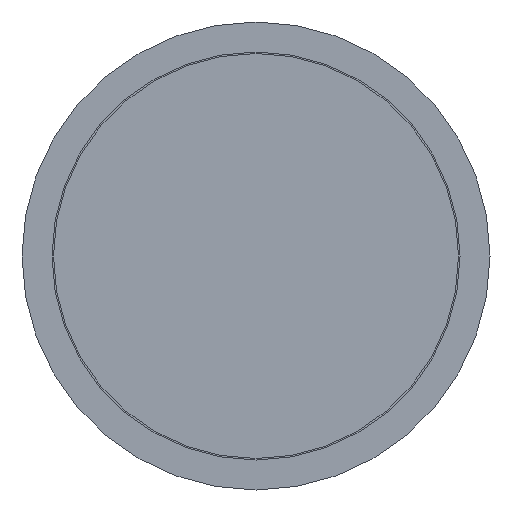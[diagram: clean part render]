
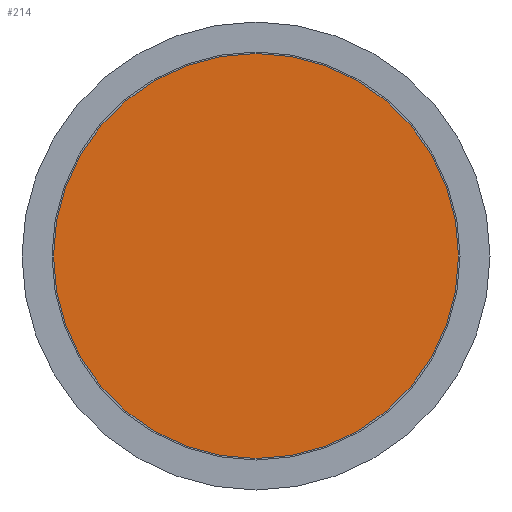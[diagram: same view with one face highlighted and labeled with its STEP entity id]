
A CAD part, front view. The second image highlights one B-rep face of the part: STEP entity #214.
In plain terms, the highlighted planar face has unit normal (0, -1, 0).
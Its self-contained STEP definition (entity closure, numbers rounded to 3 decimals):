
#32 = DIRECTION ( 'NONE',  ( 0., 0., -1. ) ) ;
#34 = DIRECTION ( 'NONE',  ( 0., 1., 0. ) ) ;
#76 = CARTESIAN_POINT ( 'NONE',  ( 0., 0., 0. ) ) ;
#121 = FACE_OUTER_BOUND ( 'NONE', #132, .T. ) ;
#132 = EDGE_LOOP ( 'NONE', ( #432 ) ) ;
#150 = DIRECTION ( 'NONE',  ( 0., 0., 1. ) ) ;
#151 = VERTEX_POINT ( 'NONE', #358 ) ;
#173 = CIRCLE ( 'NONE', #486, 33.75 ) ;
#199 = DIRECTION ( 'NONE',  ( 0., -1., 0. ) ) ;
#214 = ADVANCED_FACE ( 'NONE', ( #121 ), #490, .F. ) ;
#217 = EDGE_CURVE ( 'NONE', #151, #151, #173, .T. ) ;
#228 = AXIS2_PLACEMENT_3D ( 'NONE', #543, #34, #150 ) ;
#358 = CARTESIAN_POINT ( 'NONE',  ( 0., 0., -33.75 ) ) ;
#432 = ORIENTED_EDGE ( 'NONE', *, *, #217, .T. ) ;
#486 = AXIS2_PLACEMENT_3D ( 'NONE', #76, #199, #32 ) ;
#490 = PLANE ( 'NONE',  #228 ) ;
#543 = CARTESIAN_POINT ( 'NONE',  ( -33.75, 0., 0. ) ) ;
